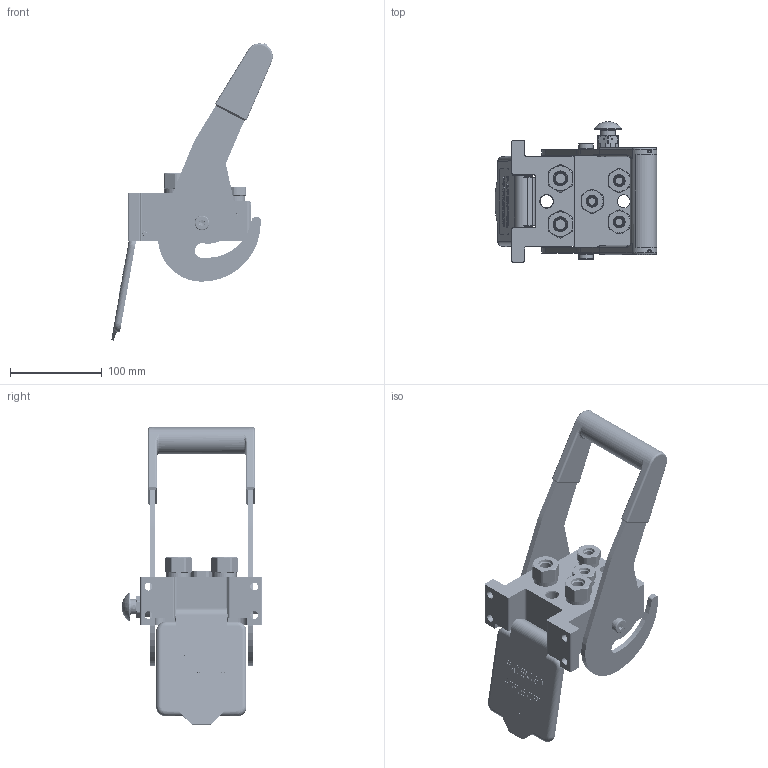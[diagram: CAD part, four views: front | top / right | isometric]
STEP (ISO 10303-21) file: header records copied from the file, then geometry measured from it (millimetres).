
FILE_DESCRIPTION (( 'STEP AP214' ), '1' );
FILE_NAME ('FASTER.step', '2021-01-21T15:54:34', ( '' ), ( '' ), 'SwSTEP 2.0', 'SolidWorks 2017', '' );
FILE_SCHEMA (( 'AUTOMOTIVE_DESIGN' ));
Length unit declared in the file: millimetre
Products named in the file (34): 4121_014_0000_000; CURS_MOLLA_38; sicura_p5; 4132_072_0000_300; A_2ffnb14-14saef; or1_5x7_m; 4830_025_0000_001; 4830_025_2000_000; 4830_022_0000_011; 2ffnb38-38saef; nc000007; 4830_024_0009_000^4830_024_0009_000; curs_molla_14; 4830_001_0005_301; 4830_013_3000_020; P5065_F_BASE; 4830_070_0000_001; et011; A_2ffnb38-38saef; 4830_001_0005_300; 2ffnb14-14saef; 4132_014_0000_000; 4820_001_0004_000; 4830_020_5001_000; 0048_317_1000_000; 4121_072_0000_200; 0048_042_0412_000; 4810_001_0001_014; 4830_024_0009_000; 4830_024_0009_001; FASTER; 4830_025_1000_000
Assembly tree (37 placements, depth 4):
  4830_024_0009_000^4830_024_0009_000
  FASTER
    P5065_F_BASE
      4830_020_5001_000
      4830_025_1000_000
      4830_022_0000_011
      4830_070_0000_001
      4830_013_3000_020  x2
      4810_001_0001_014
      4820_001_0004_000
      4830_001_0005_300
      4830_001_0005_301
      0048_317_1000_000  x2
    A_2ffnb38-38saef  x2
      CURS_MOLLA_38
        4132_072_0000_300
        4132_014_0000_000
      2ffnb38-38saef
        2ffnb38-38saef
    A_2ffnb14-14saef  x3
      curs_molla_14
        4121_014_0000_000
        4121_072_0000_200
      2ffnb14-14saef
        2ffnb14-14saef
    4830_024_0009_000
      sicura_p5
        4830_025_0000_001
        or1_5x7_m
        0048_042_0412_000
      4830_024_0009_001
      nc000007
      4830_025_2000_000
    et011
Bounding box: 175.89 x 153.38 x 323.63 mm (x, y, z)
Volume: 118805.9 mm3; surface area: 297331.6 mm2
Topology: 25 solids, 82 shells, 3966 faces, 10424 edges, 6664 vertices
Faces by surface type: plane 2187, cylinder 782, bspline 368, cone 334, torus 256, sphere 39
Entity records: 137304 total; most frequent: CARTESIAN_POINT 54949, ORIENTED_EDGE 16365, DIRECTION 14976, EDGE_CURVE 8316, VECTOR 5660, LINE 5660, VERTEX_POINT 5329, AXIS2_PLACEMENT_3D 4658
